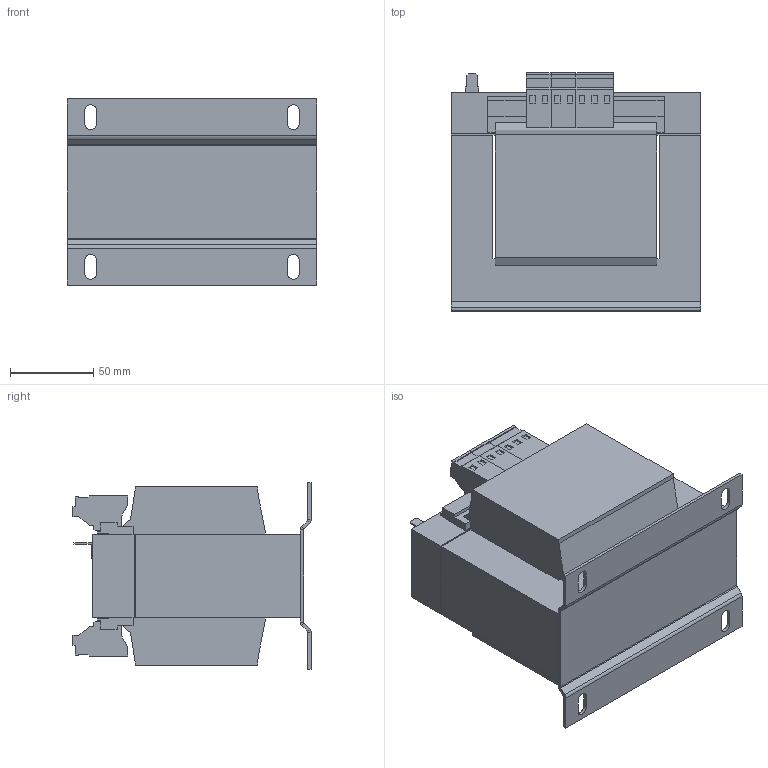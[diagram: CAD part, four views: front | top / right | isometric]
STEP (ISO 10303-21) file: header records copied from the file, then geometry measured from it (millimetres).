
FILE_DESCRIPTION (( 'STEP AP214' ), '1' );
FILE_NAME ('204954.STEP', '2020-05-29T04:56:29', ( '' ), ( '' ), 'SwSTEP 2.0', 'SolidWorks 2018', '' );
FILE_SCHEMA (( 'AUTOMOTIVE_DESIGN' ));
Length unit declared in the file: millimetre
Products named in the file (1): 204954
Bounding box: 150 x 143.25 x 112 mm (x, y, z)
Volume: 1459188.7 mm3; surface area: 137512.4 mm2
Topology: 1 solids, 1 shells, 324 faces, 809 edges, 506 vertices
Faces by surface type: plane 286, cylinder 38
Entity records: 9447 total; most frequent: CARTESIAN_POINT 1640, ORIENTED_EDGE 1618, DIRECTION 1535, EDGE_CURVE 809, VECTOR 733, LINE 733, VERTEX_POINT 506, AXIS2_PLACEMENT_3D 401
